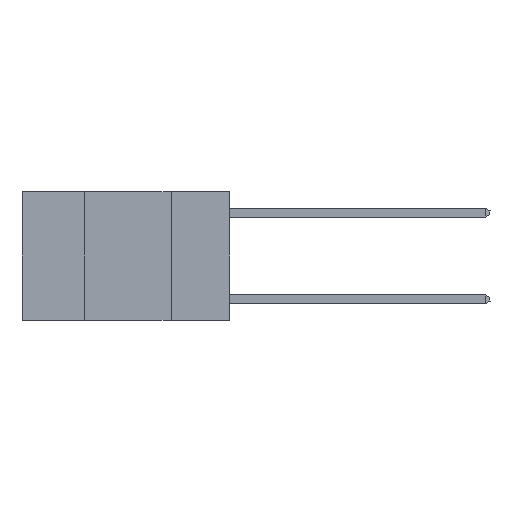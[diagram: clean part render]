
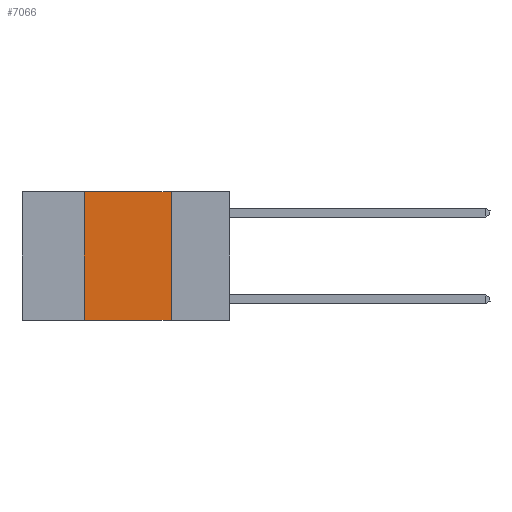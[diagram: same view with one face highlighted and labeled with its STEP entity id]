
A CAD part, left-side view. The second image highlights one B-rep face of the part: STEP entity #7066.
In plain terms, the highlighted planar face has unit normal (-1, 0, 0).
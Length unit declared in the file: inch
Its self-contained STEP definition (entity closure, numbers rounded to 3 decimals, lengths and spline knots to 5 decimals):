
#96 = EDGE_CURVE ( 'NONE', #2591, #6510, #3466, .T. ) ;
#362 = DIRECTION ( 'NONE',  ( 0., 0., -1. ) ) ;
#385 = CARTESIAN_POINT ( 'NONE',  ( 0., 0.42, 0. ) ) ;
#528 = VERTEX_POINT ( 'NONE', #10366 ) ;
#591 = ORIENTED_EDGE ( 'NONE', *, *, #5365, .F. ) ;
#1012 = AXIS2_PLACEMENT_3D ( 'NONE', #3312, #2407, #9024 ) ;
#1155 = CARTESIAN_POINT ( 'NONE',  ( 0., 0.6, 0. ) ) ;
#2258 = DIRECTION ( 'NONE',  ( 0., 0., 1. ) ) ;
#2407 = DIRECTION ( 'NONE',  ( 1., 0., 0. ) ) ;
#2591 = VERTEX_POINT ( 'NONE', #6831 ) ;
#2726 = CARTESIAN_POINT ( 'NONE',  ( 0., 0.6, -0.37 ) ) ;
#3080 = EDGE_CURVE ( 'NONE', #4534, #6510, #8423, .T. ) ;
#3312 = CARTESIAN_POINT ( 'NONE',  ( 0., 0.6, 0. ) ) ;
#3466 = LINE ( 'NONE', #5959, #8475 ) ;
#3675 = DIRECTION ( 'NONE',  ( 0., -1., 0. ) ) ;
#4534 = VERTEX_POINT ( 'NONE', #8552 ) ;
#4746 = FACE_OUTER_BOUND ( 'NONE', #8383, .T. ) ;
#5107 = LINE ( 'NONE', #1155, #7037 ) ;
#5251 = VECTOR ( 'NONE', #2258, 39.37008 ) ;
#5365 = EDGE_CURVE ( 'NONE', #4534, #528, #7768, .T. ) ;
#5878 = VECTOR ( 'NONE', #3675, 39.37008 ) ;
#5959 = CARTESIAN_POINT ( 'NONE',  ( 0., 0.17, 0. ) ) ;
#6146 = PLANE ( 'NONE',  #1012 ) ;
#6219 = ORIENTED_EDGE ( 'NONE', *, *, #3080, .T. ) ;
#6510 = VERTEX_POINT ( 'NONE', #11982 ) ;
#6831 = CARTESIAN_POINT ( 'NONE',  ( 0., 0.17, 0. ) ) ;
#7037 = VECTOR ( 'NONE', #7734, 39.37008 ) ;
#7066 = ADVANCED_FACE ( 'NONE', ( #4746 ), #6146, .F. ) ;
#7193 = ORIENTED_EDGE ( 'NONE', *, *, #96, .F. ) ;
#7734 = DIRECTION ( 'NONE',  ( 0., -1., 0. ) ) ;
#7768 = LINE ( 'NONE', #385, #5251 ) ;
#8383 = EDGE_LOOP ( 'NONE', ( #7193, #10615, #591, #6219 ) ) ;
#8423 = LINE ( 'NONE', #2726, #5878 ) ;
#8475 = VECTOR ( 'NONE', #362, 39.37008 ) ;
#8552 = CARTESIAN_POINT ( 'NONE',  ( 0., 0.42, -0.37 ) ) ;
#9024 = DIRECTION ( 'NONE',  ( 0., 0., -1. ) ) ;
#10366 = CARTESIAN_POINT ( 'NONE',  ( 0., 0.42, 0. ) ) ;
#10615 = ORIENTED_EDGE ( 'NONE', *, *, #10760, .F. ) ;
#10760 = EDGE_CURVE ( 'NONE', #528, #2591, #5107, .T. ) ;
#11982 = CARTESIAN_POINT ( 'NONE',  ( 0., 0.17, -0.37 ) ) ;
